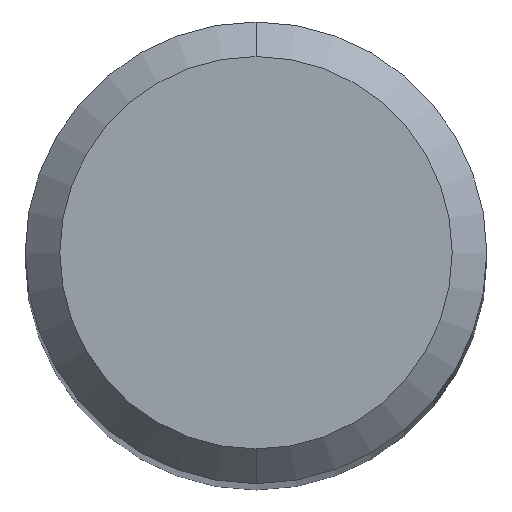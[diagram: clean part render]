
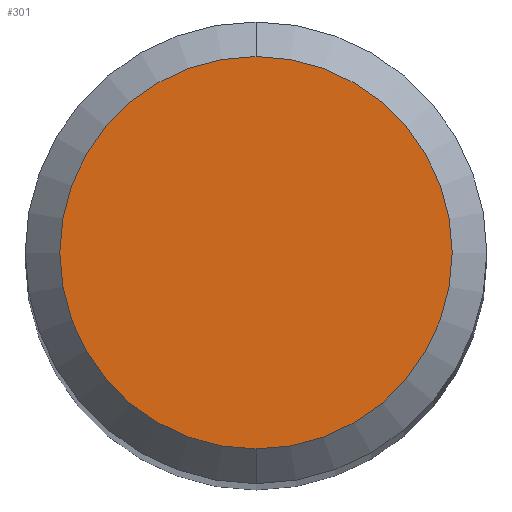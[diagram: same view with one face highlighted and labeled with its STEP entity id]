
A CAD part, top view. The second image highlights one B-rep face of the part: STEP entity #301.
In plain terms, the highlighted planar face has unit normal (0, 0, 1).
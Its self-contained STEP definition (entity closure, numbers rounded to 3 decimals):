
#301=ADVANCED_FACE('',(#698),#699,.T.);
#309=VERTEX_POINT('',#707);
#311=EDGE_CURVE('',#309,#471,#709,.T.);
#399=EDGE_CURVE('',#471,#309,#811,.T.);
#471=VERTEX_POINT('',#890);
#698=FACE_OUTER_BOUND('',#1190,.T.);
#699=PLANE('',#1191);
#707=CARTESIAN_POINT('',(0.,-1.7,0.0));
#709=CIRCLE('',#1201,1.7);
#811=CIRCLE('',#1378,1.7);
#890=CARTESIAN_POINT('',(0.0,1.7,0.0));
#1190=EDGE_LOOP('',(#1888,#1889));
#1191=AXIS2_PLACEMENT_3D('',#1890,#1891,#1892);
#1201=AXIS2_PLACEMENT_3D('',#1894,#1895,#1896);
#1378=AXIS2_PLACEMENT_3D('',#2054,#2055,#2056);
#1888=ORIENTED_EDGE('',*,*,#399,.F.);
#1889=ORIENTED_EDGE('',*,*,#311,.F.);
#1890=CARTESIAN_POINT('',(0.0,0.85,0.0));
#1891=DIRECTION('',(-0.0,0.0,1.0));
#1892=DIRECTION('',(0.0,-1.0,0.0));
#1894=CARTESIAN_POINT('',(0.0,0.0,0.0));
#1895=DIRECTION('',(0.0,0.0,-1.0));
#1896=DIRECTION('',(0.0,1.0,0.0));
#2054=CARTESIAN_POINT('',(0.0,0.0,0.0));
#2055=DIRECTION('',(0.0,0.0,-1.0));
#2056=DIRECTION('',(0.0,1.0,0.0));
